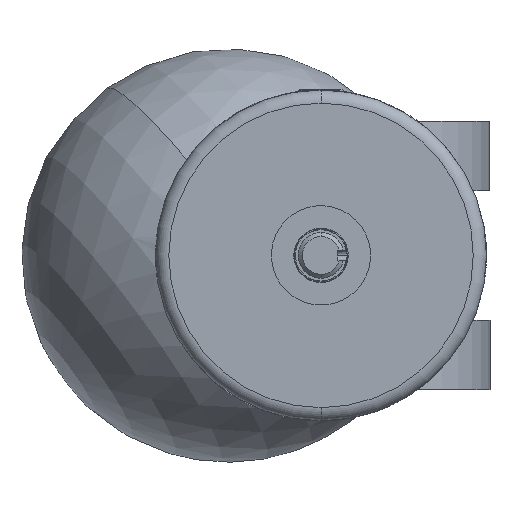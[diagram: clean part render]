
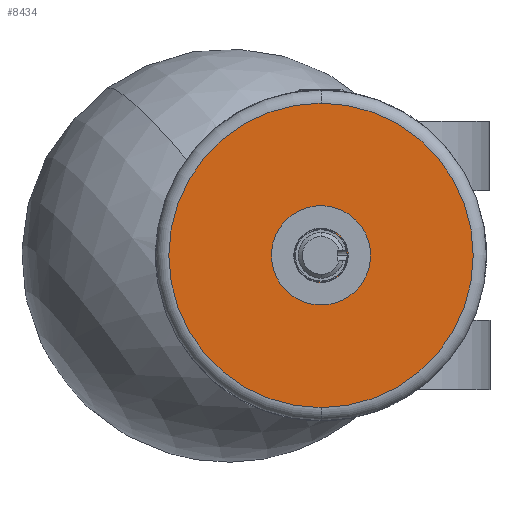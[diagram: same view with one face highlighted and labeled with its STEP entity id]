
A CAD part, left-side view. The second image highlights one B-rep face of the part: STEP entity #8434.
In plain terms, the highlighted planar face has unit normal (-1, 0, 0).
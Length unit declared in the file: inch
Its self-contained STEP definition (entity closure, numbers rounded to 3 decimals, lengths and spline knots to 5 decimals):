
#240 = DIRECTION ( 'NONE',  ( 0., 0., -1. ) ) ;
#404 = DIRECTION ( 'NONE',  ( -1., 0., 0. ) ) ;
#406 = EDGE_CURVE ( 'NONE', #2054, #2479, #4883, .T. ) ;
#758 = ORIENTED_EDGE ( 'NONE', *, *, #10413, .T. ) ;
#794 = EDGE_CURVE ( 'NONE', #2371, #10125, #1549, .T. ) ;
#1231 = AXIS2_PLACEMENT_3D ( 'NONE', #8632, #404, #5974 ) ;
#1345 = DIRECTION ( 'NONE',  ( -1., 0., 0. ) ) ;
#1549 = CIRCLE ( 'NONE', #9441, 0.0805 ) ;
#1584 = FACE_BOUND ( 'NONE', #8694, .T. ) ;
#1843 = CARTESIAN_POINT ( 'NONE',  ( -0.0265, 0., 0.0805 ) ) ;
#2054 = VERTEX_POINT ( 'NONE', #11241 ) ;
#2358 = PLANE ( 'NONE',  #9213 ) ;
#2371 = VERTEX_POINT ( 'NONE', #3546 ) ;
#2479 = VERTEX_POINT ( 'NONE', #4617 ) ;
#2729 = DIRECTION ( 'NONE',  ( 0., 0., 1. ) ) ;
#2832 = AXIS2_PLACEMENT_3D ( 'NONE', #3034, #1345, #240 ) ;
#2952 = DIRECTION ( 'NONE',  ( 0., 0., -1. ) ) ;
#2973 = ORIENTED_EDGE ( 'NONE', *, *, #3076, .F. ) ;
#3034 = CARTESIAN_POINT ( 'NONE',  ( -0.0265, 0., 0. ) ) ;
#3076 = EDGE_CURVE ( 'NONE', #10125, #2371, #10062, .T. ) ;
#3546 = CARTESIAN_POINT ( 'NONE',  ( -0.0265, 0., -0.0805 ) ) ;
#3804 = ORIENTED_EDGE ( 'NONE', *, *, #794, .F. ) ;
#3826 = DIRECTION ( 'NONE',  ( -1., 0., 0. ) ) ;
#3846 = DIRECTION ( 'NONE',  ( -1., 0., 0. ) ) ;
#4617 = CARTESIAN_POINT ( 'NONE',  ( -0.0265, 0., -0.46 ) ) ;
#4883 = CIRCLE ( 'NONE', #10081, 0.46 ) ;
#5503 = ORIENTED_EDGE ( 'NONE', *, *, #406, .T. ) ;
#5671 = DIRECTION ( 'NONE',  ( 0., 0., -1. ) ) ;
#5974 = DIRECTION ( 'NONE',  ( 0., 0., 1. ) ) ;
#6324 = DIRECTION ( 'NONE',  ( 1., 0., 0. ) ) ;
#6510 = CARTESIAN_POINT ( 'NONE',  ( -0.0265, 0.5, 0. ) ) ;
#7195 = CIRCLE ( 'NONE', #2832, 0.46 ) ;
#8434 = ADVANCED_FACE ( 'NONE', ( #1584, #9888 ), #2358, .F. ) ;
#8438 = CARTESIAN_POINT ( 'NONE',  ( -0.0265, 0., 0. ) ) ;
#8496 = EDGE_LOOP ( 'NONE', ( #758, #5503 ) ) ;
#8632 = CARTESIAN_POINT ( 'NONE',  ( -0.0265, 0., 0. ) ) ;
#8694 = EDGE_LOOP ( 'NONE', ( #2973, #3804 ) ) ;
#9213 = AXIS2_PLACEMENT_3D ( 'NONE', #6510, #6324, #5671 ) ;
#9441 = AXIS2_PLACEMENT_3D ( 'NONE', #8438, #3826, #2729 ) ;
#9888 = FACE_OUTER_BOUND ( 'NONE', #8496, .T. ) ;
#10062 = CIRCLE ( 'NONE', #1231, 0.0805 ) ;
#10081 = AXIS2_PLACEMENT_3D ( 'NONE', #11176, #3846, #2952 ) ;
#10125 = VERTEX_POINT ( 'NONE', #1843 ) ;
#10413 = EDGE_CURVE ( 'NONE', #2479, #2054, #7195, .T. ) ;
#11176 = CARTESIAN_POINT ( 'NONE',  ( -0.0265, 0., 0. ) ) ;
#11241 = CARTESIAN_POINT ( 'NONE',  ( -0.0265, 0., 0.46 ) ) ;
